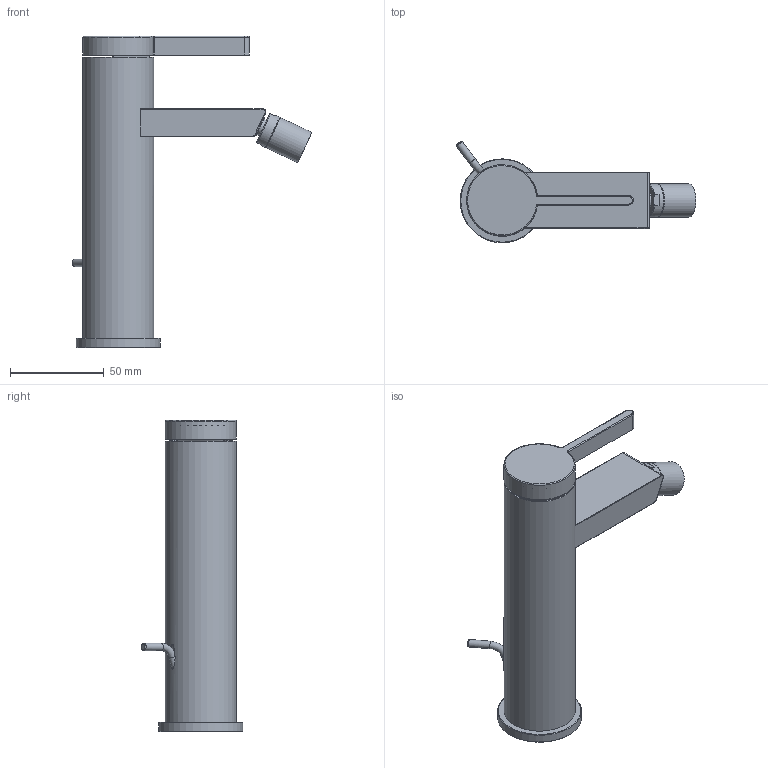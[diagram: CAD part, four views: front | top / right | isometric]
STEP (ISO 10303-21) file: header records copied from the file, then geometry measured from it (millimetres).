
FILE_DESCRIPTION(/* description */ (''),/* implementation_level */ '2;1');
FILE_NAME(/* name */ '3D_TVB106201150_Dawn.step',/* time_stamp */ '2023-01-19T13:49:08+01:00',/* author */ (''),/* organization */ (''),/* preprocessor_version */ 'ST-DEVELOPER v19.2',/* originating_system */ 'Autodesk Translation Framework v11.17.0.187',/* authorisation */ '');
FILE_SCHEMA (('AUTOMOTIVE_DESIGN { 1 0 10303 214 3 1 1 }'));
Length unit declared in the file: millimetre
Products named in the file (14): (Nicht gespeichert); 01000341_AF0; 02000413_AF2; 16001942_ASM; 11000073; 16000154_ASM; 11014806_ASM; NEOPERL_CONT_16X1; NEOPERL_CARTUCCIA_AERATRICE_TT; 12000701_AF1; 16002256_AF2_ASM; 03000231_AF1; 12000518_AF2; 10000313
Assembly tree (13 placements, depth 4):
  (Nicht gespeichert)
    01000341_AF0
    02000413_AF2
    16001942_ASM
      11000073
    16000154_ASM
      11014806_ASM
        NEOPERL_CONT_16X1
        NEOPERL_CARTUCCIA_AERATRICE_TT
    12000701_AF1
    16002256_AF2_ASM
      03000231_AF1
    12000518_AF2
    10000313
Bounding box: 127.94 x 54.16 x 166.2 mm (x, y, z)
Volume: 210171.8 mm3; surface area: 44615.8 mm2
Topology: 9 solids, 10 shells, 146 faces, 328 edges, 210 vertices
Faces by surface type: plane 56, cylinder 53, torus 15, cone 11, bspline 9, sphere 2
Full cylindrical faces by diameter (mm): 4 x2, 4.5 x1, 7.8 x1, 8.95 x1, 10.75 x1, 11 x1, 13 x1, 13.5 x1, 14.305 x1, 14.8 x1, 14.9 x1, 15.1 x1, 15.5 x1, 16 x1, 16.2 x1, 17.8 x1, 18 x1, 33.2 x1, 35 x2, 37 x1, 38 x1, 44.8 x1
Entity records: 10954 total; most frequent: CARTESIAN_POINT 7267, DIRECTION 778, ORIENTED_EDGE 639, EDGE_CURVE 328, AXIS2_PLACEMENT_3D 323, VERTEX_POINT 210, EDGE_LOOP 165, CIRCLE 157
